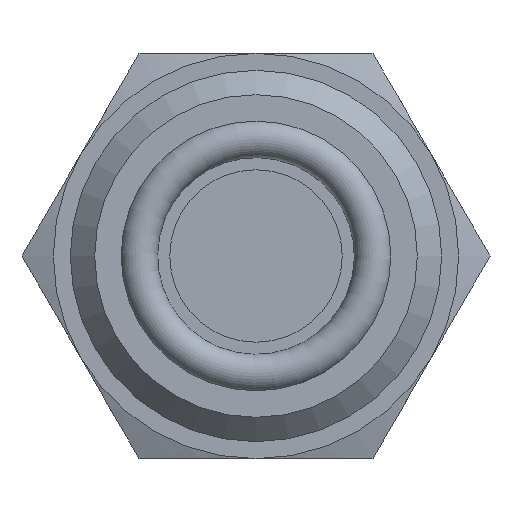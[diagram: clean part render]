
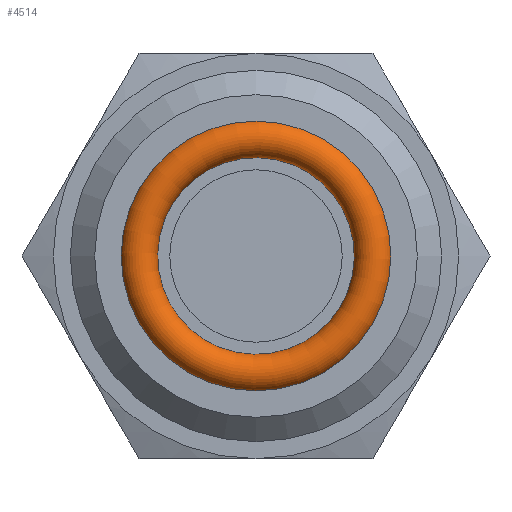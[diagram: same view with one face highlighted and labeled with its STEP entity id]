
A CAD part, left-side view. The second image highlights one B-rep face of the part: STEP entity #4514.
In plain terms, the highlighted toroidal (fillet/blend) face has major radius 5.512 mm and minor radius 0.889 mm.
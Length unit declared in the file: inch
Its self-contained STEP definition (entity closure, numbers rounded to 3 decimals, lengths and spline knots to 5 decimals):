
#4489=CARTESIAN_POINT('',(0.0,0.00098,0.0));
#4490=DIRECTION('',(1.0,0.0,0.0));
#4491=DIRECTION('',(0.0,0.0,-1.0));
#4492=AXIS2_PLACEMENT_3D('',#4489,#4490,#4491);
#4493=TOROIDAL_SURFACE('',#4492,0.217,0.035);
#4494=CARTESIAN_POINT('',(0.,0.00098,-0.252));
#4495=VERTEX_POINT('',#4494);
#4496=CARTESIAN_POINT('',(0.0,0.00098,-0.217));
#4497=DIRECTION('',(0.0,-1.0,0.0));
#4498=DIRECTION('',(0.0,0.0,-1.0));
#4499=AXIS2_PLACEMENT_3D('',#4496,#4497,#4498);
#4500=CIRCLE('',#4499,0.035);
#4501=EDGE_CURVE('',#4495,#4495,#4500,.T.);
#4502=ORIENTED_EDGE('',*,*,#4501,.T.);
#4503=CARTESIAN_POINT('',(0.,0.00098,0.0));
#4504=DIRECTION('',(-1.0,0.0,0.0));
#4505=DIRECTION('',(0.0,0.0,-1.0));
#4506=AXIS2_PLACEMENT_3D('',#4503,#4504,#4505);
#4507=CIRCLE('',#4506,0.252);
#4508=EDGE_CURVE('',#4495,#4495,#4507,.T.);
#4509=ORIENTED_EDGE('',*,*,#4508,.T.);
#4510=ORIENTED_EDGE('',*,*,#4501,.F.);
#4511=ORIENTED_EDGE('',*,*,#4508,.F.);
#4512=EDGE_LOOP('',(#4502,#4509,#4510,#4511));
#4513=FACE_OUTER_BOUND('',#4512,.T.);
#4514=ADVANCED_FACE('',(#4513),#4493,.T.);
